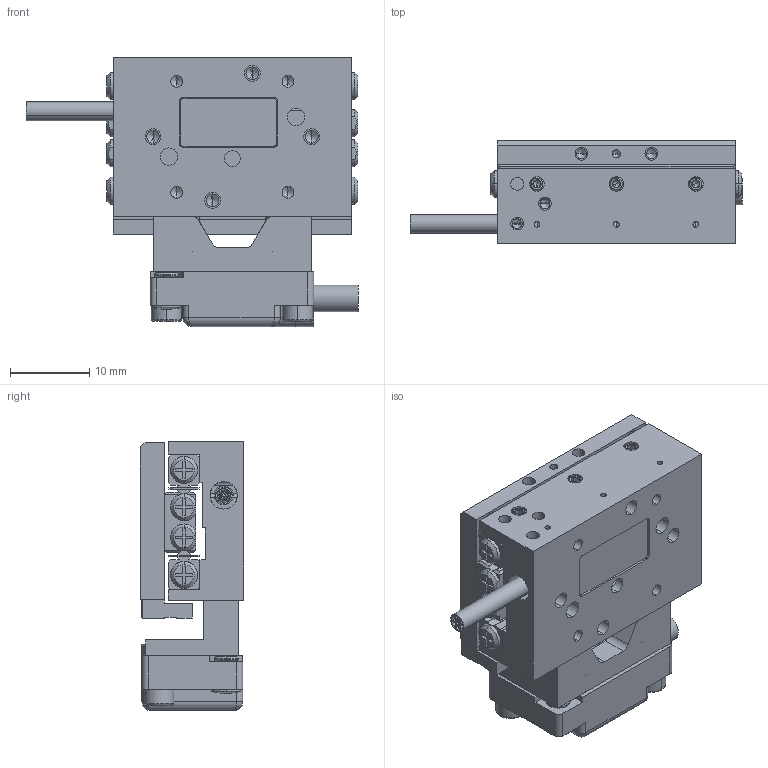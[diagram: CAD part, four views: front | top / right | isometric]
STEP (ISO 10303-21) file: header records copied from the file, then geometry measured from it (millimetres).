
FILE_DESCRIPTION (( 'STEP AP214' ), '1' );
FILE_NAME ('PPS-20-122X9.STEP', '2023-08-07T18:40:56', ( '' ), ( '' ), 'SwSTEP 2.0', 'SolidWorks 2023', '' );
FILE_SCHEMA (( 'AUTOMOTIVE_DESIGN' ));
Length unit declared in the file: millimetre
Products named in the file (18): PPS-20, Back Cover, Master Part; SCREW, SHCS-S, M-DIN_M2 x 0.4 x 06mm; NB Slide Way SVW 1000 Center Way_SVW 1030; PPS-20, Carriage, Master Part_30mm; SCREW, MS-PPH, M-JCIS_M1.6 x 0.35 x 4mm; SCREW, MS-PFH, M-DIN_M2 x 0.4 x 05mm; SCREW, SHCS-S, M-DIN_M1.6 x 0.35 x 06mm; Dowel Pin, M-DIN_M01 x 004; NB Slide Way SVW 1000 Cage_SVW 1030-8Z Custom; NB Slide Way SVW 1000 Rail_SVW 1030; 430413 PPS-20, Encoder Bracket, M3500; PPS-20-122X9; PPS-20, Base, Master Part_L30, No Ears ; Set Screw, Cup-H, E-ASME_E1-72 x 1''16; 110060 Encoder Head, M3500V, Vacuum_Atmospheric; PPS-20, Scale Bracket, Mercury, Master Part_30mm; 130160 Bearing, NB, Slide Way, SVW 1000_SVW 1030-8Z Custom (Movable to Limits); TFC-421 Silver Braided Cable_L20
Assembly tree (33 placements, depth 3):
  PPS-20-122X9
    PPS-20, Base, Master Part_L30, No Ears 
    PPS-20, Back Cover, Master Part
    TFC-421 Silver Braided Cable_L20
    PPS-20, Carriage, Master Part_30mm
    SCREW, MS-PFH, M-DIN_M2 x 0.4 x 05mm  x3
    130160 Bearing, NB, Slide Way, SVW 1000_SVW 1030-8Z Custom (Movable to Limits)
      NB Slide Way SVW 1000 Rail_SVW 1030  x2
      NB Slide Way SVW 1000 Center Way_SVW 1030
      NB Slide Way SVW 1000 Cage_SVW 1030-8Z Custom  x2
    Set Screw, Cup-H, E-ASME_E1-72 x 1''16  x3
    SCREW, MS-PPH, M-JCIS_M1.6 x 0.35 x 4mm  x8
    110060 Encoder Head, M3500V, Vacuum_Atmospheric
    430413 PPS-20, Encoder Bracket, M3500
    PPS-20, Scale Bracket, Mercury, Master Part_30mm
    SCREW, SHCS-S, M-DIN_M1.6 x 0.35 x 06mm  x2
    SCREW, SHCS-S, M-DIN_M2 x 0.4 x 06mm  x2
    Dowel Pin, M-DIN_M01 x 004  x2
Bounding box: 41.82 x 13 x 33.91 mm (x, y, z)
Volume: 8782.2 mm3; surface area: 11514.5 mm2
Topology: 45 solids, 45 shells, 1522 faces, 3711 edges, 2300 vertices
Faces by surface type: plane 699, cylinder 465, cone 240, torus 100, bspline 18
Entity records: 49292 total; most frequent: CARTESIAN_POINT 25442, DIRECTION 4981, ORIENTED_EDGE 4652, EDGE_CURVE 2326, AXIS2_PLACEMENT_3D 1842, VERTEX_POINT 1505, LINE 1297, VECTOR 1297
